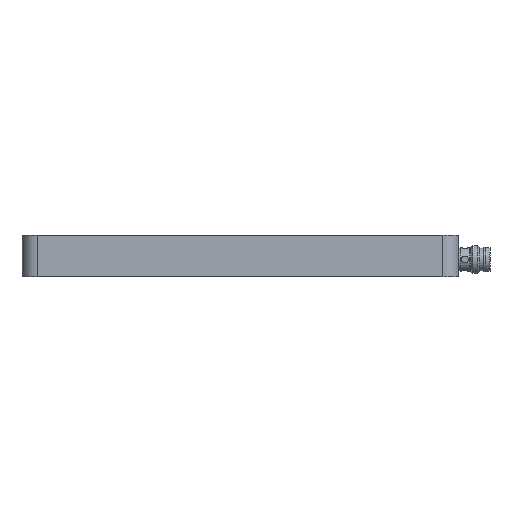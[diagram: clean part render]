
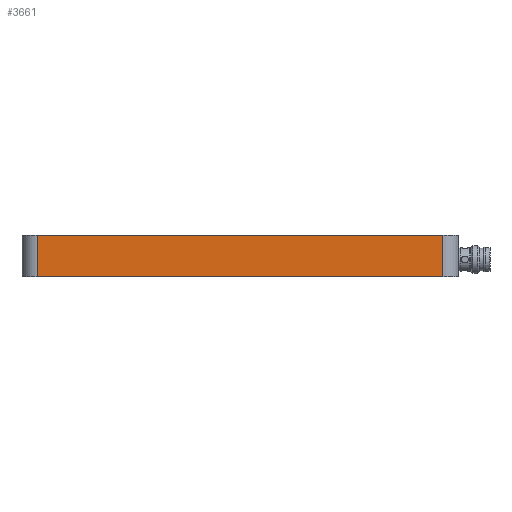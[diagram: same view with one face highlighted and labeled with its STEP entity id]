
A CAD part, front view. The second image highlights one B-rep face of the part: STEP entity #3661.
In plain terms, the highlighted planar face has unit normal (0, -1, 0).
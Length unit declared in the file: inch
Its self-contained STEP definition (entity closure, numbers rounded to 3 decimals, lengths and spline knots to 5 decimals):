
#77 = DIRECTION ( 'NONE',  ( -1., 0., 0. ) ) ;
#91 = DIRECTION ( 'NONE',  ( 0., 0., 1. ) ) ;
#236 = PLANE ( 'NONE',  #2622 ) ;
#260 = CARTESIAN_POINT ( 'NONE',  ( 0.17717, -0.47244, 0.27559 ) ) ;
#333 = DIRECTION ( 'NONE',  ( 1., 0., 0. ) ) ;
#472 = VERTEX_POINT ( 'NONE', #794 ) ;
#714 = CARTESIAN_POINT ( 'NONE',  ( 4.74409, -0.47244, 0.27559 ) ) ;
#785 = CARTESIAN_POINT ( 'NONE',  ( 4.74409, -0.47244, 0.27559 ) ) ;
#794 = CARTESIAN_POINT ( 'NONE',  ( 0.17717, -0.47244, 0.27559 ) ) ;
#917 = DIRECTION ( 'NONE',  ( 0., 0., 1. ) ) ;
#1009 = CARTESIAN_POINT ( 'NONE',  ( 4.74409, -0.47244, -0.19685 ) ) ;
#1381 = EDGE_CURVE ( 'NONE', #3182, #3917, #2152, .T. ) ;
#1463 = ORIENTED_EDGE ( 'NONE', *, *, #3073, .F. ) ;
#1619 = CARTESIAN_POINT ( 'NONE',  ( 0.17717, -0.47244, 0.27559 ) ) ;
#1824 = CARTESIAN_POINT ( 'NONE',  ( 0.17717, -0.47244, -0.19685 ) ) ;
#2006 = CARTESIAN_POINT ( 'NONE',  ( 0.17717, -0.47244, 0.27559 ) ) ;
#2034 = VECTOR ( 'NONE', #2115, 39.37008 ) ;
#2085 = ORIENTED_EDGE ( 'NONE', *, *, #3014, .F. ) ;
#2115 = DIRECTION ( 'NONE',  ( 0., 0., -1. ) ) ;
#2140 = LINE ( 'NONE', #1619, #4132 ) ;
#2152 = LINE ( 'NONE', #785, #2034 ) ;
#2621 = FACE_OUTER_BOUND ( 'NONE', #3094, .T. ) ;
#2622 = AXIS2_PLACEMENT_3D ( 'NONE', #260, #3209, #917 ) ;
#3014 = EDGE_CURVE ( 'NONE', #472, #3182, #2140, .T. ) ;
#3026 = ORIENTED_EDGE ( 'NONE', *, *, #1381, .F. ) ;
#3073 = EDGE_CURVE ( 'NONE', #3917, #3527, #4193, .T. ) ;
#3094 = EDGE_LOOP ( 'NONE', ( #3026, #2085, #3100, #1463 ) ) ;
#3095 = CARTESIAN_POINT ( 'NONE',  ( 0.17717, -0.47244, -0.19685 ) ) ;
#3100 = ORIENTED_EDGE ( 'NONE', *, *, #3855, .F. ) ;
#3182 = VERTEX_POINT ( 'NONE', #714 ) ;
#3209 = DIRECTION ( 'NONE',  ( 0., 1., 0. ) ) ;
#3314 = VECTOR ( 'NONE', #77, 39.37008 ) ;
#3527 = VERTEX_POINT ( 'NONE', #1824 ) ;
#3661 = ADVANCED_FACE ( 'NONE', ( #2621 ), #236, .F. ) ;
#3855 = EDGE_CURVE ( 'NONE', #3527, #472, #3994, .T. ) ;
#3917 = VERTEX_POINT ( 'NONE', #1009 ) ;
#3994 = LINE ( 'NONE', #2006, #4215 ) ;
#4132 = VECTOR ( 'NONE', #333, 39.37008 ) ;
#4193 = LINE ( 'NONE', #3095, #3314 ) ;
#4215 = VECTOR ( 'NONE', #91, 39.37008 ) ;
